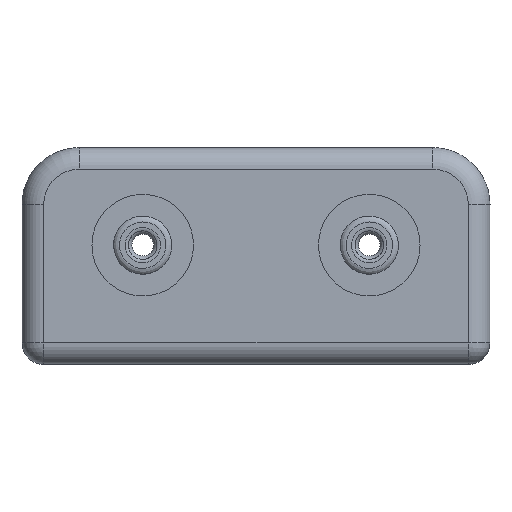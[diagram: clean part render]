
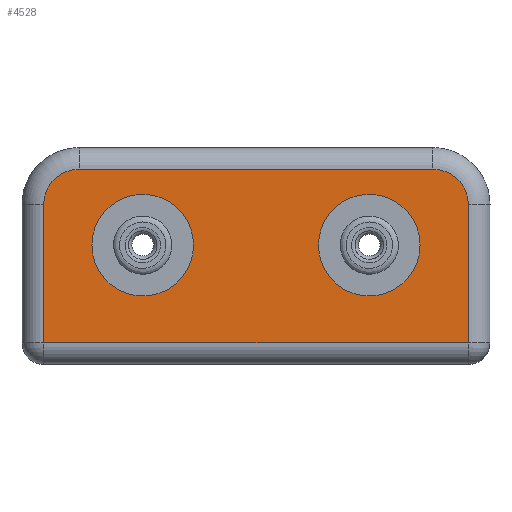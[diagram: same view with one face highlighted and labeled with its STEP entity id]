
A CAD part, left-side view. The second image highlights one B-rep face of the part: STEP entity #4528.
In plain terms, the highlighted planar face has unit normal (-1, 0, 0).
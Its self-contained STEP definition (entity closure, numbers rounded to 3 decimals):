
#165=PLANE('',#4882);
#437=LINE('',#7050,#880);
#438=LINE('',#7055,#881);
#439=LINE('',#7057,#882);
#440=LINE('',#7059,#883);
#880=VECTOR('',#5491,1000.);
#881=VECTOR('',#5494,1000.);
#882=VECTOR('',#5495,1000.);
#883=VECTOR('',#5496,1000.);
#1431=ORIENTED_EDGE('',*,*,#2708,.T.);
#1432=ORIENTED_EDGE('',*,*,#2709,.T.);
#1433=ORIENTED_EDGE('',*,*,#2710,.T.);
#1434=ORIENTED_EDGE('',*,*,#2711,.T.);
#1435=ORIENTED_EDGE('',*,*,#2712,.T.);
#1436=ORIENTED_EDGE('',*,*,#2713,.T.);
#1437=ORIENTED_EDGE('',*,*,#2714,.T.);
#1438=ORIENTED_EDGE('',*,*,#2715,.T.);
#2708=EDGE_CURVE('',#3334,#3334,#3632,.T.);
#2709=EDGE_CURVE('',#3335,#3335,#3633,.T.);
#2710=EDGE_CURVE('',#3336,#3337,#437,.F.);
#2711=EDGE_CURVE('',#3337,#3338,#3634,.F.);
#2712=EDGE_CURVE('',#3338,#3339,#438,.T.);
#2713=EDGE_CURVE('',#3339,#3340,#439,.T.);
#2714=EDGE_CURVE('',#3340,#3341,#440,.F.);
#2715=EDGE_CURVE('',#3341,#3336,#3635,.F.);
#3334=VERTEX_POINT('',#7047);
#3335=VERTEX_POINT('',#7049);
#3336=VERTEX_POINT('',#7051);
#3337=VERTEX_POINT('',#7052);
#3338=VERTEX_POINT('',#7054);
#3339=VERTEX_POINT('',#7056);
#3340=VERTEX_POINT('',#7058);
#3341=VERTEX_POINT('',#7060);
#3632=CIRCLE('',#4883,4.45);
#3633=CIRCLE('',#4884,4.45);
#3634=CIRCLE('',#4885,3.1);
#3635=CIRCLE('',#4886,3.1);
#3778=EDGE_LOOP('',(#1431));
#3779=EDGE_LOOP('',(#1432));
#3780=EDGE_LOOP('',(#1433,#1434,#1435,#1436,#1437,#1438));
#4119=FACE_BOUND('',#3778,.T.);
#4120=FACE_BOUND('',#3779,.T.);
#4121=FACE_BOUND('',#3780,.T.);
#4528=ADVANCED_FACE('',(#4119,#4120,#4121),#165,.F.);
#4882=AXIS2_PLACEMENT_3D('',#7045,#5485,#5486);
#4883=AXIS2_PLACEMENT_3D('',#7046,#5487,#5488);
#4884=AXIS2_PLACEMENT_3D('',#7048,#5489,#5490);
#4885=AXIS2_PLACEMENT_3D('',#7053,#5492,#5493);
#4886=AXIS2_PLACEMENT_3D('',#7061,#5497,#5498);
#5485=DIRECTION('',(1.,0.,0.));
#5486=DIRECTION('',(0.,0.,-1.));
#5487=DIRECTION('',(1.,0.,0.));
#5488=DIRECTION('',(0.,-1.,0.));
#5489=DIRECTION('',(1.,0.,0.));
#5490=DIRECTION('',(0.,-1.,0.));
#5491=DIRECTION('',(0.,-1.,0.));
#5492=DIRECTION('',(1.,0.,0.));
#5493=DIRECTION('',(0.,0.,-1.));
#5494=DIRECTION('',(0.,0.,-1.));
#5495=DIRECTION('',(0.,-1.,0.));
#5496=DIRECTION('',(0.,0.,-1.));
#5497=DIRECTION('',(1.,0.,0.));
#5498=DIRECTION('',(0.,0.,-1.));
#7045=CARTESIAN_POINT('',(-38.,20.5,19.));
#7046=CARTESIAN_POINT('',(-38.,-9.925,10.45));
#7047=CARTESIAN_POINT('',(-38.,-14.375,10.45));
#7048=CARTESIAN_POINT('',(-38.,9.925,10.45));
#7049=CARTESIAN_POINT('',(-38.,5.475,10.45));
#7050=CARTESIAN_POINT('',(-38.,15.5,17.1));
#7051=CARTESIAN_POINT('',(-38.,-15.5,17.1));
#7052=CARTESIAN_POINT('',(-38.,15.5,17.1));
#7053=CARTESIAN_POINT('',(-38.,15.5,14.));
#7054=CARTESIAN_POINT('',(-38.,18.6,14.));
#7055=CARTESIAN_POINT('',(-38.,18.6,19.));
#7056=CARTESIAN_POINT('',(-38.,18.6,1.9));
#7057=CARTESIAN_POINT('',(-38.,20.5,1.9));
#7058=CARTESIAN_POINT('',(-38.,-18.6,1.9));
#7059=CARTESIAN_POINT('',(-38.,-18.6,19.));
#7060=CARTESIAN_POINT('',(-38.,-18.6,14.));
#7061=CARTESIAN_POINT('',(-38.,-15.5,14.));
